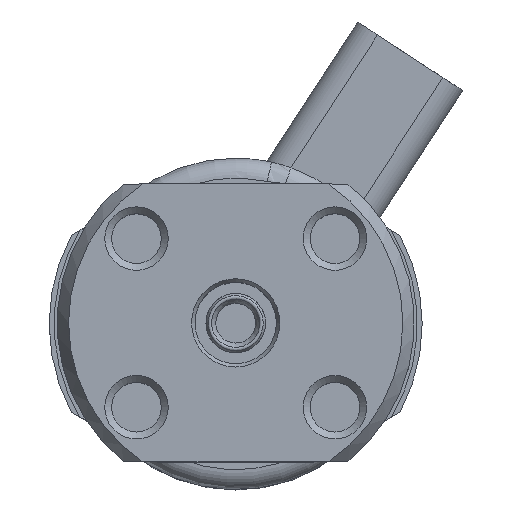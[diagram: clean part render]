
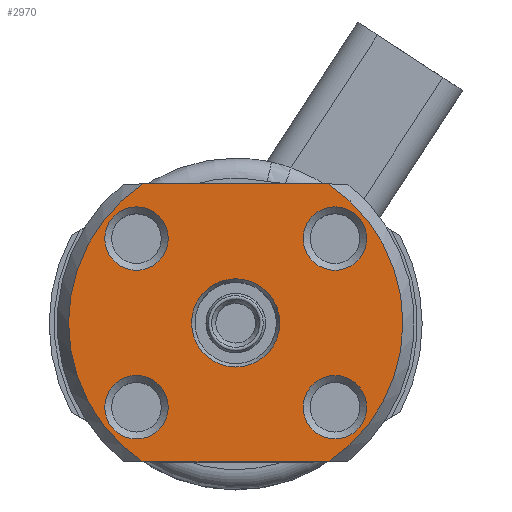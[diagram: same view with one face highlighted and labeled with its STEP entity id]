
A CAD part, top view. The second image highlights one B-rep face of the part: STEP entity #2970.
In plain terms, the highlighted planar face has unit normal (0, 0, 1).
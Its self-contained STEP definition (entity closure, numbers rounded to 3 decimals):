
#51=FACE_BOUND('',#618,.T.);
#52=FACE_BOUND('',#619,.T.);
#53=FACE_BOUND('',#620,.T.);
#54=FACE_BOUND('',#621,.T.);
#55=FACE_BOUND('',#622,.T.);
#144=PLANE('',#3299);
#411=FACE_OUTER_BOUND('',#617,.T.);
#617=EDGE_LOOP('',(#2709,#2710,#2711,#2712));
#618=EDGE_LOOP('',(#2713));
#619=EDGE_LOOP('',(#2714));
#620=EDGE_LOOP('',(#2715));
#621=EDGE_LOOP('',(#2716));
#622=EDGE_LOOP('',(#2717));
#852=LINE('',#5674,#1077);
#854=LINE('',#5686,#1079);
#1077=VECTOR('',#4135,1000.);
#1079=VECTOR('',#4141,1000.);
#1162=CIRCLE('',#3108,1.6);
#1163=CIRCLE('',#3110,1.6);
#1164=CIRCLE('',#3112,1.6);
#1165=CIRCLE('',#3114,1.6);
#1166=CIRCLE('',#3116,8.423);
#1171=CIRCLE('',#3123,2.223);
#1226=CIRCLE('',#3298,8.423);
#1342=VERTEX_POINT('',#4499);
#1343=VERTEX_POINT('',#4503);
#1344=VERTEX_POINT('',#4507);
#1345=VERTEX_POINT('',#4511);
#1346=VERTEX_POINT('',#4515);
#1347=VERTEX_POINT('',#4516);
#1354=VERTEX_POINT('',#4538);
#1500=VERTEX_POINT('',#5670);
#1501=VERTEX_POINT('',#5680);
#1637=EDGE_CURVE('',#1342,#1342,#1162,.T.);
#1639=EDGE_CURVE('',#1343,#1343,#1163,.T.);
#1641=EDGE_CURVE('',#1344,#1344,#1164,.T.);
#1643=EDGE_CURVE('',#1345,#1345,#1165,.T.);
#1644=EDGE_CURVE('',#1346,#1347,#1166,.T.);
#1654=EDGE_CURVE('',#1354,#1354,#1171,.T.);
#1905=EDGE_CURVE('',#1500,#1347,#852,.T.);
#1909=EDGE_CURVE('',#1346,#1501,#854,.T.);
#1911=EDGE_CURVE('',#1500,#1501,#1226,.T.);
#2709=ORIENTED_EDGE('',*,*,#1644,.T.);
#2710=ORIENTED_EDGE('',*,*,#1905,.F.);
#2711=ORIENTED_EDGE('',*,*,#1911,.T.);
#2712=ORIENTED_EDGE('',*,*,#1909,.F.);
#2713=ORIENTED_EDGE('',*,*,#1643,.T.);
#2714=ORIENTED_EDGE('',*,*,#1639,.T.);
#2715=ORIENTED_EDGE('',*,*,#1641,.T.);
#2716=ORIENTED_EDGE('',*,*,#1637,.T.);
#2717=ORIENTED_EDGE('',*,*,#1654,.T.);
#2970=ADVANCED_FACE('',(#411,#51,#52,#53,#54,#55),#144,.F.);
#3108=AXIS2_PLACEMENT_3D('',#4501,#3586,#3587);
#3110=AXIS2_PLACEMENT_3D('',#4505,#3591,#3592);
#3112=AXIS2_PLACEMENT_3D('',#4509,#3596,#3597);
#3114=AXIS2_PLACEMENT_3D('',#4513,#3601,#3602);
#3116=AXIS2_PLACEMENT_3D('',#4517,#3605,#3606);
#3123=AXIS2_PLACEMENT_3D('',#4540,#3622,#3623);
#3298=AXIS2_PLACEMENT_3D('',#5690,#4148,#4149);
#3299=AXIS2_PLACEMENT_3D('',#5691,#4150,#4151);
#3586=DIRECTION('center_axis',(0.,0.,-1.));
#3587=DIRECTION('ref_axis',(-1.,0.,0.));
#3591=DIRECTION('center_axis',(0.,0.,-1.));
#3592=DIRECTION('ref_axis',(-1.,0.,0.));
#3596=DIRECTION('center_axis',(0.,0.,-1.));
#3597=DIRECTION('ref_axis',(-1.,0.,0.));
#3601=DIRECTION('center_axis',(0.,0.,-1.));
#3602=DIRECTION('ref_axis',(-1.,0.,0.));
#3605=DIRECTION('center_axis',(0.,0.,1.));
#3606=DIRECTION('ref_axis',(-1.,0.,0.));
#3622=DIRECTION('center_axis',(0.,0.,-1.));
#3623=DIRECTION('ref_axis',(-1.,0.,0.));
#4135=DIRECTION('',(-1.,0.,0.));
#4141=DIRECTION('',(1.,0.,0.));
#4148=DIRECTION('center_axis',(0.,0.,1.));
#4149=DIRECTION('ref_axis',(-1.,0.,0.));
#4150=DIRECTION('center_axis',(0.,0.,-1.));
#4151=DIRECTION('ref_axis',(-1.,0.,0.));
#4499=CARTESIAN_POINT('',(3.4,4.25,48.8));
#4501=CARTESIAN_POINT('Origin',(5.,4.25,48.8));
#4503=CARTESIAN_POINT('',(-6.6,-4.25,48.8));
#4505=CARTESIAN_POINT('Origin',(-5.,-4.25,48.8));
#4507=CARTESIAN_POINT('',(3.4,-4.25,48.8));
#4509=CARTESIAN_POINT('Origin',(5.,-4.25,48.8));
#4511=CARTESIAN_POINT('',(-6.6,4.25,48.8));
#4513=CARTESIAN_POINT('Origin',(-5.,4.25,48.8));
#4515=CARTESIAN_POINT('',(-4.684,7.,48.8));
#4516=CARTESIAN_POINT('',(-4.684,-7.,48.8));
#4517=CARTESIAN_POINT('Origin',(0.,0.,48.8));
#4538=CARTESIAN_POINT('',(-2.223,0.,48.8));
#4540=CARTESIAN_POINT('Origin',(0.,0.,48.8));
#5670=CARTESIAN_POINT('',(4.684,-7.,48.8));
#5674=CARTESIAN_POINT('',(-6.274,-7.,48.8));
#5680=CARTESIAN_POINT('',(4.684,7.,48.8));
#5686=CARTESIAN_POINT('',(-6.274,7.,48.8));
#5690=CARTESIAN_POINT('Origin',(0.,0.,48.8));
#5691=CARTESIAN_POINT('Origin',(0.,-9.,
48.8));
